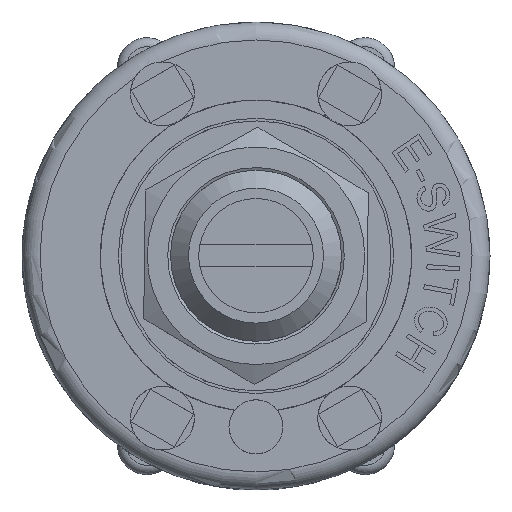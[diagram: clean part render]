
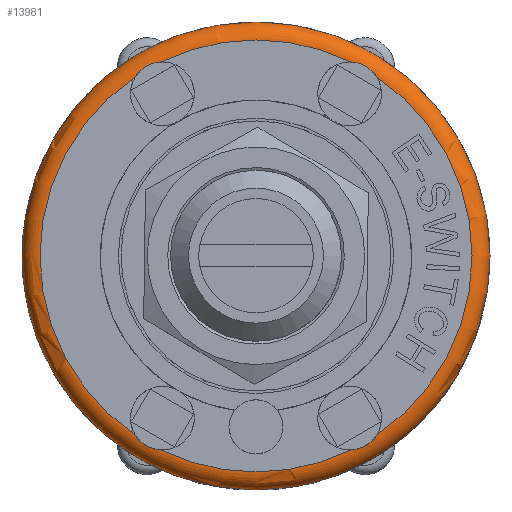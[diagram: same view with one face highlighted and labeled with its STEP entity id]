
A CAD part, top view. The second image highlights one B-rep face of the part: STEP entity #13981.
In plain terms, the highlighted toroidal (fillet/blend) face has major radius 12 mm and minor radius 1 mm.
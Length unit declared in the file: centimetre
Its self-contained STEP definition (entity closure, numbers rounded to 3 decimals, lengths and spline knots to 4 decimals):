
#40=TOROIDAL_SURFACE('',#14751,1.2,0.1);
#669=B_SPLINE_CURVE_WITH_KNOTS('',3,(#24141,#24142,#24143,#24144,#24145,
#24146,#24147,#24148,#24149,#24150,#24151,#24152),.UNSPECIFIED.,.F.,.F.,
(4,2,2,2,2,4),(-0.2692,-0.2446,-0.216,
-0.1921,-0.1645,-0.1357),.UNSPECIFIED.);
#670=B_SPLINE_CURVE_WITH_KNOTS('',3,(#24164,#24165,#24166,#24167,#24168,
#24169,#24170,#24171,#24172,#24173,#24174,#24175),.UNSPECIFIED.,.F.,.F.,
(4,2,2,2,2,4),(-0.2692,-0.2446,-0.216,
-0.1921,-0.1645,-0.1357),.UNSPECIFIED.);
#671=B_SPLINE_CURVE_WITH_KNOTS('',3,(#24192,#24193,#24194,#24195,#24196,
#24197,#24198,#24199,#24200,#24201,#24202,#24203),.UNSPECIFIED.,.F.,.F.,
(4,2,2,2,2,4),(-0.2692,-0.2446,-0.216,
-0.1921,-0.1645,-0.1357),.UNSPECIFIED.);
#672=B_SPLINE_CURVE_WITH_KNOTS('',3,(#24225,#24226,#24227,#24228,#24229,
#24230,#24231,#24232,#24233,#24234,#24235,#24236),.UNSPECIFIED.,.F.,.F.,
(4,2,2,2,2,4),(-0.2692,-0.2446,-0.216,
-0.1921,-0.1645,-0.1357),.UNSPECIFIED.);
#1918=FACE_OUTER_BOUND('',#2755,.T.);
#2755=EDGE_LOOP('',(#12880,#12881,#12882,#12883,#12884,#12885,#12886,#12887,
#12888,#12889,#12890,#12891));
#5848=CIRCLE('',#14704,1.3);
#5875=CIRCLE('',#14752,0.1);
#5876=CIRCLE('',#14753,1.2);
#5877=CIRCLE('',#14754,1.2);
#5878=CIRCLE('',#14755,1.2);
#5879=CIRCLE('',#14756,1.2);
#5880=CIRCLE('',#14757,1.2);
#7159=VERTEX_POINT('',#24103);
#7167=VERTEX_POINT('',#24139);
#7168=VERTEX_POINT('',#24140);
#7171=VERTEX_POINT('',#24162);
#7172=VERTEX_POINT('',#24163);
#7177=VERTEX_POINT('',#24190);
#7178=VERTEX_POINT('',#24191);
#7185=VERTEX_POINT('',#24223);
#7186=VERTEX_POINT('',#24224);
#7189=VERTEX_POINT('',#24246);
#9102=EDGE_CURVE('',#7159,#7159,#5848,.T.);
#9120=EDGE_CURVE('',#7167,#7168,#669,.T.);
#9126=EDGE_CURVE('',#7171,#7172,#670,.T.);
#9134=EDGE_CURVE('',#7177,#7178,#671,.T.);
#9144=EDGE_CURVE('',#7185,#7186,#672,.T.);
#9150=EDGE_CURVE('',#7159,#7189,#5875,.T.);
#9151=EDGE_CURVE('',#7189,#7177,#5876,.T.);
#9152=EDGE_CURVE('',#7178,#7171,#5877,.T.);
#9153=EDGE_CURVE('',#7172,#7167,#5878,.T.);
#9154=EDGE_CURVE('',#7168,#7185,#5879,.T.);
#9155=EDGE_CURVE('',#7186,#7189,#5880,.T.);
#12880=ORIENTED_EDGE('',*,*,#9102,.T.);
#12881=ORIENTED_EDGE('',*,*,#9150,.T.);
#12882=ORIENTED_EDGE('',*,*,#9151,.T.);
#12883=ORIENTED_EDGE('',*,*,#9134,.T.);
#12884=ORIENTED_EDGE('',*,*,#9152,.T.);
#12885=ORIENTED_EDGE('',*,*,#9126,.T.);
#12886=ORIENTED_EDGE('',*,*,#9153,.T.);
#12887=ORIENTED_EDGE('',*,*,#9120,.T.);
#12888=ORIENTED_EDGE('',*,*,#9154,.T.);
#12889=ORIENTED_EDGE('',*,*,#9144,.T.);
#12890=ORIENTED_EDGE('',*,*,#9155,.T.);
#12891=ORIENTED_EDGE('',*,*,#9150,.F.);
#13981=ADVANCED_FACE('',(#1918),#40,.T.);
#14704=AXIS2_PLACEMENT_3D('',#24104,#17535,#17536);
#14751=AXIS2_PLACEMENT_3D('',#24245,#17646,#17647);
#14752=AXIS2_PLACEMENT_3D('',#24247,#17648,#17649);
#14753=AXIS2_PLACEMENT_3D('',#24248,#17650,#17651);
#14754=AXIS2_PLACEMENT_3D('',#24249,#17652,#17653);
#14755=AXIS2_PLACEMENT_3D('',#24250,#17654,#17655);
#14756=AXIS2_PLACEMENT_3D('',#24251,#17656,#17657);
#14757=AXIS2_PLACEMENT_3D('',#24252,#17658,#17659);
#17535=DIRECTION('center_axis',(0.,0.,1.));
#17536=DIRECTION('ref_axis',(-1.,0.,0.));
#17646=DIRECTION('center_axis',(0.,0.,-1.));
#17647=DIRECTION('ref_axis',(-1.,0.,0.));
#17648=DIRECTION('center_axis',(0.,-1.,0.));
#17649=DIRECTION('ref_axis',(1.,0.,0.));
#17650=DIRECTION('center_axis',(0.,0.,-1.));
#17651=DIRECTION('ref_axis',(-1.,0.,0.));
#17652=DIRECTION('center_axis',(0.,0.,-1.));
#17653=DIRECTION('ref_axis',(-1.,0.,0.));
#17654=DIRECTION('center_axis',(0.,0.,-1.));
#17655=DIRECTION('ref_axis',(-1.,0.,0.));
#17656=DIRECTION('center_axis',(0.,0.,-1.));
#17657=DIRECTION('ref_axis',(-1.,0.,0.));
#17658=DIRECTION('center_axis',(0.,0.,-1.));
#17659=DIRECTION('ref_axis',(-1.,0.,0.));
#24103=CARTESIAN_POINT('',(1.3,0.,0.95));
#24104=CARTESIAN_POINT('Origin',(0.,0.,0.95));
#24139=CARTESIAN_POINT('',(-0.67,0.9955,1.05));
#24140=CARTESIAN_POINT('',(-0.5271,1.078,1.05));
#24141=CARTESIAN_POINT('Ctrl Pts',(-0.67,0.9955,
1.05));
#24142=CARTESIAN_POINT('Ctrl Pts',(-0.6646,1.0041,
1.05));
#24143=CARTESIAN_POINT('Ctrl Pts',(-0.6583,1.0124,
1.0498));
#24144=CARTESIAN_POINT('Ctrl Pts',(-0.6428,1.0294,
1.0491));
#24145=CARTESIAN_POINT('Ctrl Pts',(-0.6335,1.0377,
1.0488));
#24146=CARTESIAN_POINT('Ctrl Pts',(-0.615,1.051,1.0484));
#24147=CARTESIAN_POINT('Ctrl Pts',(-0.6061,1.0563,
1.0484));
#24148=CARTESIAN_POINT('Ctrl Pts',(-0.5859,1.0659,1.0487));
#24149=CARTESIAN_POINT('Ctrl Pts',(-0.5747,1.07,1.049));
#24150=CARTESIAN_POINT('Ctrl Pts',(-0.551,1.0759,1.0497));
#24151=CARTESIAN_POINT('Ctrl Pts',(-0.539,1.0775,
1.05));
#24152=CARTESIAN_POINT('Ctrl Pts',(-0.5271,1.078,
1.05));
#24162=CARTESIAN_POINT('',(-0.5271,-1.078,1.05));
#24163=CARTESIAN_POINT('',(-0.67,-0.9955,1.05));
#24164=CARTESIAN_POINT('Ctrl Pts',(-0.5271,-1.078,
1.05));
#24165=CARTESIAN_POINT('Ctrl Pts',(-0.5373,-1.0776,
1.05));
#24166=CARTESIAN_POINT('Ctrl Pts',(-0.5476,-1.0763,
1.0498));
#24167=CARTESIAN_POINT('Ctrl Pts',(-0.5701,-1.0714,1.0491));
#24168=CARTESIAN_POINT('Ctrl Pts',(-0.5819,-1.0675,
1.0488));
#24169=CARTESIAN_POINT('Ctrl Pts',(-0.6027,-1.0581,
1.0484));
#24170=CARTESIAN_POINT('Ctrl Pts',(-0.6117,-1.053,
1.0484));
#24171=CARTESIAN_POINT('Ctrl Pts',(-0.6301,-1.0404,
1.0487));
#24172=CARTESIAN_POINT('Ctrl Pts',(-0.6393,-1.0327,
1.049));
#24173=CARTESIAN_POINT('Ctrl Pts',(-0.6562,-1.0151,
1.0497));
#24174=CARTESIAN_POINT('Ctrl Pts',(-0.6637,-1.0055,
1.05));
#24175=CARTESIAN_POINT('Ctrl Pts',(-0.67,-0.9955,
1.05));
#24190=CARTESIAN_POINT('',(0.67,-0.9955,1.05));
#24191=CARTESIAN_POINT('',(0.5271,-1.078,1.05));
#24192=CARTESIAN_POINT('Ctrl Pts',(0.67,-0.9955,
1.05));
#24193=CARTESIAN_POINT('Ctrl Pts',(0.6646,-1.0041,
1.05));
#24194=CARTESIAN_POINT('Ctrl Pts',(0.6583,-1.0124,
1.0498));
#24195=CARTESIAN_POINT('Ctrl Pts',(0.6428,-1.0294,
1.0491));
#24196=CARTESIAN_POINT('Ctrl Pts',(0.6335,-1.0377,
1.0488));
#24197=CARTESIAN_POINT('Ctrl Pts',(0.615,-1.051,
1.0484));
#24198=CARTESIAN_POINT('Ctrl Pts',(0.6061,-1.0563,
1.0484));
#24199=CARTESIAN_POINT('Ctrl Pts',(0.5859,-1.0659,1.0487));
#24200=CARTESIAN_POINT('Ctrl Pts',(0.5747,-1.07,1.049));
#24201=CARTESIAN_POINT('Ctrl Pts',(0.551,-1.0759,
1.0497));
#24202=CARTESIAN_POINT('Ctrl Pts',(0.539,-1.0775,
1.05));
#24203=CARTESIAN_POINT('Ctrl Pts',(0.5271,-1.078,
1.05));
#24223=CARTESIAN_POINT('',(0.5271,1.078,1.05));
#24224=CARTESIAN_POINT('',(0.67,0.9955,1.05));
#24225=CARTESIAN_POINT('Ctrl Pts',(0.5271,1.078,1.05));
#24226=CARTESIAN_POINT('Ctrl Pts',(0.5373,1.0776,1.05));
#24227=CARTESIAN_POINT('Ctrl Pts',(0.5476,1.0763,1.0498));
#24228=CARTESIAN_POINT('Ctrl Pts',(0.5701,1.0714,1.0491));
#24229=CARTESIAN_POINT('Ctrl Pts',(0.5819,1.0675,1.0488));
#24230=CARTESIAN_POINT('Ctrl Pts',(0.6027,1.0581,1.0484));
#24231=CARTESIAN_POINT('Ctrl Pts',(0.6117,1.053,1.0484));
#24232=CARTESIAN_POINT('Ctrl Pts',(0.6301,1.0404,1.0487));
#24233=CARTESIAN_POINT('Ctrl Pts',(0.6393,1.0327,1.049));
#24234=CARTESIAN_POINT('Ctrl Pts',(0.6562,1.0151,1.0497));
#24235=CARTESIAN_POINT('Ctrl Pts',(0.6637,1.0055,1.05));
#24236=CARTESIAN_POINT('Ctrl Pts',(0.67,0.9955,
1.05));
#24245=CARTESIAN_POINT('Origin',(0.,0.,0.95));
#24246=CARTESIAN_POINT('',(1.2,0.,1.05));
#24247=CARTESIAN_POINT('Origin',(1.2,0.,0.95));
#24248=CARTESIAN_POINT('Origin',(0.,0.,1.05));
#24249=CARTESIAN_POINT('Origin',(0.,0.,1.05));
#24250=CARTESIAN_POINT('Origin',(0.,0.,1.05));
#24251=CARTESIAN_POINT('Origin',(0.,0.,1.05));
#24252=CARTESIAN_POINT('Origin',(0.,0.,1.05));
